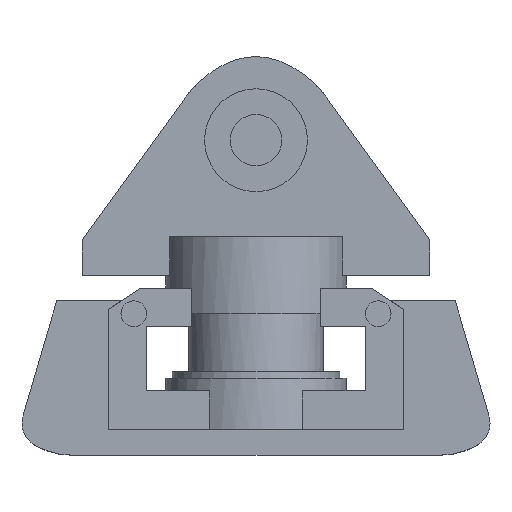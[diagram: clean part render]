
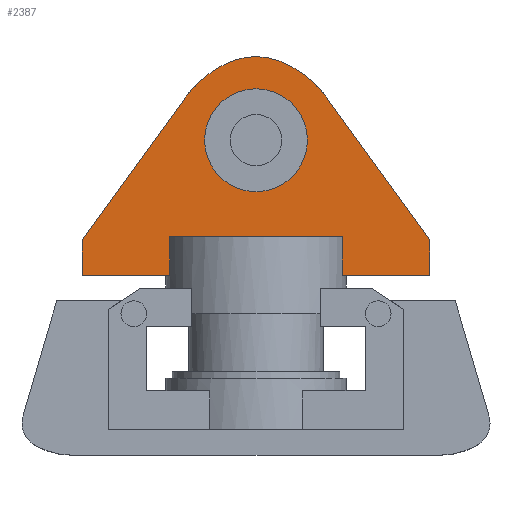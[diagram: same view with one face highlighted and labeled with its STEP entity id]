
A CAD part, top view. The second image highlights one B-rep face of the part: STEP entity #2387.
In plain terms, the highlighted planar face has unit normal (0, 0, 1).
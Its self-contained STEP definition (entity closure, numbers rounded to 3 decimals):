
#4 = LINE ( 'NONE', #821, #2344 ) ;
#8 = VECTOR ( 'NONE', #723, 1000. ) ;
#25 = EDGE_CURVE ( 'NONE', #2423, #2291, #4, .T. ) ;
#35 = LINE ( 'NONE', #1574, #1529 ) ;
#73 = DIRECTION ( 'NONE',  ( 0., 1., 0. ) ) ;
#92 = EDGE_CURVE ( 'NONE', #881, #623, #1485, .T. ) ;
#103 = LINE ( 'NONE', #479, #1503 ) ;
#133 = DIRECTION ( 'NONE',  ( 1., 0., 0. ) ) ;
#187 = VERTEX_POINT ( 'NONE', #1876 ) ;
#224 = LINE ( 'NONE', #1201, #429 ) ;
#233 = DIRECTION ( 'NONE',  ( 1., 0., 0. ) ) ;
#267 = DIRECTION ( 'NONE',  ( -0.586, -0.81, 0. ) ) ;
#284 = EDGE_CURVE ( 'NONE', #2483, #187, #308, .T. ) ;
#308 = CIRCLE ( 'NONE', #694, 4. ) ;
#315 = DIRECTION ( 'NONE',  ( 1., 0., 0. ) ) ;
#334 = CIRCLE ( 'NONE', #1888, 4. ) ;
#345 = CIRCLE ( 'NONE', #903, 8. ) ;
#362 = ORIENTED_EDGE ( 'NONE', *, *, #284, .F. ) ;
#378 = CIRCLE ( 'NONE', #2148, 8. ) ;
#388 = DIRECTION ( 'NONE',  ( 1., 0., 0. ) ) ;
#399 = DIRECTION ( 'NONE',  ( -1., 0., 0. ) ) ;
#400 = CARTESIAN_POINT ( 'NONE',  ( 17.483, 23.168, 4. ) ) ;
#418 = DIRECTION ( 'NONE',  ( 0., 0., 1. ) ) ;
#421 = DIRECTION ( 'NONE',  ( -0.586, 0.81, 0. ) ) ;
#429 = VECTOR ( 'NONE', #1577, 1000. ) ;
#442 = PLANE ( 'NONE',  #978 ) ;
#446 = VECTOR ( 'NONE', #267, 1000. ) ;
#471 = VERTEX_POINT ( 'NONE', #2316 ) ;
#479 = CARTESIAN_POINT ( 'NONE',  ( 32., 16.75, 4. ) ) ;
#498 = CARTESIAN_POINT ( 'NONE',  ( 5., 16.75, 4. ) ) ;
#503 = ORIENTED_EDGE ( 'NONE', *, *, #517, .F. ) ;
#517 = EDGE_CURVE ( 'NONE', #2132, #2313, #35, .T. ) ;
#521 = LINE ( 'NONE', #540, #8 ) ;
#540 = CARTESIAN_POINT ( 'NONE',  ( 5., 14., 4. ) ) ;
#546 = CARTESIAN_POINT ( 'NONE',  ( 14.584, 29.467, 4. ) ) ;
#604 = LINE ( 'NONE', #1675, #2144 ) ;
#623 = VERTEX_POINT ( 'NONE', #1996 ) ;
#634 = CARTESIAN_POINT ( 'NONE',  ( 0., 0., 4. ) ) ;
#652 = EDGE_CURVE ( 'NONE', #1155, #2313, #1642, .T. ) ;
#653 = CARTESIAN_POINT ( 'NONE',  ( 22.416, 29.467, 4. ) ) ;
#666 = DIRECTION ( 'NONE',  ( 0., 1., 0. ) ) ;
#676 = CARTESIAN_POINT ( 'NONE',  ( 5., 14., 4. ) ) ;
#694 = AXIS2_PLACEMENT_3D ( 'NONE', #1527, #1347, #388 ) ;
#708 = DIRECTION ( 'NONE',  ( 1., 0., 0. ) ) ;
#716 = DIRECTION ( 'NONE',  ( 0., 0., 1. ) ) ;
#723 = DIRECTION ( 'NONE',  ( 0., -1., 0. ) ) ;
#735 = CARTESIAN_POINT ( 'NONE',  ( 19.517, 23.168, 4. ) ) ;
#773 = EDGE_CURVE ( 'NONE', #1419, #1155, #1704, .T. ) ;
#788 = EDGE_CURVE ( 'NONE', #1513, #954, #604, .T. ) ;
#821 = CARTESIAN_POINT ( 'NONE',  ( 23.5, 28.5, 4. ) ) ;
#881 = VERTEX_POINT ( 'NONE', #922 ) ;
#883 = CARTESIAN_POINT ( 'NONE',  ( 32., 16.75, 4. ) ) ;
#903 = AXIS2_PLACEMENT_3D ( 'NONE', #400, #418, #233 ) ;
#922 = CARTESIAN_POINT ( 'NONE',  ( 13.035, 27.857, 4. ) ) ;
#954 = VERTEX_POINT ( 'NONE', #2435 ) ;
#967 = B_SPLINE_CURVE_WITH_KNOTS ( 'NONE', 2,
 ( #653, #1047, #1215 ),
 .UNSPECIFIED., .F., .F.,
 ( 3, 3 ),
 ( 0.108, 0.892 ),
 .UNSPECIFIED. ) ;
#978 = AXIS2_PLACEMENT_3D ( 'NONE', #634, #1035, #1236 ) ;
#1035 = DIRECTION ( 'NONE',  ( 0., 0., 1. ) ) ;
#1039 = FACE_BOUND ( 'NONE', #1597, .T. ) ;
#1046 = EDGE_CURVE ( 'NONE', #187, #2483, #334, .T. ) ;
#1047 = CARTESIAN_POINT ( 'NONE',  ( 18.5, 32.533, 4. ) ) ;
#1100 = CARTESIAN_POINT ( 'NONE',  ( 18.5, 24.5, 4. ) ) ;
#1120 = ORIENTED_EDGE ( 'NONE', *, *, #2330, .T. ) ;
#1123 = ORIENTED_EDGE ( 'NONE', *, *, #652, .T. ) ;
#1155 = VERTEX_POINT ( 'NONE', #2267 ) ;
#1178 = VERTEX_POINT ( 'NONE', #546 ) ;
#1201 = CARTESIAN_POINT ( 'NONE',  ( 25.208, 17., 4. ) ) ;
#1215 = CARTESIAN_POINT ( 'NONE',  ( 14.584, 29.467, 4. ) ) ;
#1223 = VECTOR ( 'NONE', #73, 1000. ) ;
#1229 = CARTESIAN_POINT ( 'NONE',  ( 11.792, 17., 4. ) ) ;
#1236 = DIRECTION ( 'NONE',  ( 1., 0., 0. ) ) ;
#1297 = DIRECTION ( 'NONE',  ( 0., 0., 1. ) ) ;
#1306 = EDGE_CURVE ( 'NONE', #623, #1419, #521, .T. ) ;
#1334 = ORIENTED_EDGE ( 'NONE', *, *, #2232, .T. ) ;
#1347 = DIRECTION ( 'NONE',  ( 0., 0., 1. ) ) ;
#1353 = CARTESIAN_POINT ( 'NONE',  ( 5., 14., 4. ) ) ;
#1387 = ORIENTED_EDGE ( 'NONE', *, *, #1752, .T. ) ;
#1412 = CARTESIAN_POINT ( 'NONE',  ( 25.208, 14., 4. ) ) ;
#1419 = VERTEX_POINT ( 'NONE', #1353 ) ;
#1485 = LINE ( 'NONE', #498, #446 ) ;
#1503 = VECTOR ( 'NONE', #666, 1000. ) ;
#1513 = VERTEX_POINT ( 'NONE', #1412 ) ;
#1527 = CARTESIAN_POINT ( 'NONE',  ( 18.5, 24.5, 4. ) ) ;
#1529 = VECTOR ( 'NONE', #399, 1000. ) ;
#1574 = CARTESIAN_POINT ( 'NONE',  ( 0., 17., 4. ) ) ;
#1577 = DIRECTION ( 'NONE',  ( 0., -1., 0. ) ) ;
#1597 = EDGE_LOOP ( 'NONE', ( #362, #2128 ) ) ;
#1622 = CARTESIAN_POINT ( 'NONE',  ( 23.965, 27.857, 4. ) ) ;
#1642 = LINE ( 'NONE', #1229, #1223 ) ;
#1675 = CARTESIAN_POINT ( 'NONE',  ( 25., 14., 4. ) ) ;
#1704 = LINE ( 'NONE', #676, #1791 ) ;
#1720 = ORIENTED_EDGE ( 'NONE', *, *, #773, .T. ) ;
#1752 = EDGE_CURVE ( 'NONE', #471, #1178, #967, .T. ) ;
#1776 = ORIENTED_EDGE ( 'NONE', *, *, #788, .T. ) ;
#1791 = VECTOR ( 'NONE', #315, 1000. ) ;
#1871 = DIRECTION ( 'NONE',  ( 1., 0., 0. ) ) ;
#1876 = CARTESIAN_POINT ( 'NONE',  ( 14.5, 24.5, 4. ) ) ;
#1888 = AXIS2_PLACEMENT_3D ( 'NONE', #1100, #1297, #133 ) ;
#1920 = FACE_OUTER_BOUND ( 'NONE', #2314, .T. ) ;
#1933 = CARTESIAN_POINT ( 'NONE',  ( 25.208, 17., 4. ) ) ;
#1934 = ORIENTED_EDGE ( 'NONE', *, *, #92, .T. ) ;
#1963 = ORIENTED_EDGE ( 'NONE', *, *, #1974, .T. ) ;
#1974 = EDGE_CURVE ( 'NONE', #1178, #881, #378, .T. ) ;
#1996 = CARTESIAN_POINT ( 'NONE',  ( 5., 16.75, 4. ) ) ;
#2094 = ORIENTED_EDGE ( 'NONE', *, *, #1306, .T. ) ;
#2128 = ORIENTED_EDGE ( 'NONE', *, *, #1046, .F. ) ;
#2132 = VERTEX_POINT ( 'NONE', #1933 ) ;
#2139 = ORIENTED_EDGE ( 'NONE', *, *, #25, .T. ) ;
#2144 = VECTOR ( 'NONE', #1871, 1000. ) ;
#2148 = AXIS2_PLACEMENT_3D ( 'NONE', #735, #716, #708 ) ;
#2184 = EDGE_CURVE ( 'NONE', #2132, #1513, #224, .T. ) ;
#2232 = EDGE_CURVE ( 'NONE', #2291, #471, #345, .T. ) ;
#2267 = CARTESIAN_POINT ( 'NONE',  ( 11.792, 14., 4. ) ) ;
#2291 = VERTEX_POINT ( 'NONE', #1622 ) ;
#2313 = VERTEX_POINT ( 'NONE', #2388 ) ;
#2314 = EDGE_LOOP ( 'NONE', ( #2139, #1334, #1387, #1963, #1934, #2094, #1720, #1123, #503, #2452, #1776, #1120 ) ) ;
#2316 = CARTESIAN_POINT ( 'NONE',  ( 22.416, 29.467, 4. ) ) ;
#2330 = EDGE_CURVE ( 'NONE', #954, #2423, #103, .T. ) ;
#2344 = VECTOR ( 'NONE', #421, 1000. ) ;
#2387 = ADVANCED_FACE ( 'NONE', ( #1039, #1920 ), #442, .T. ) ;
#2388 = CARTESIAN_POINT ( 'NONE',  ( 11.792, 17., 4. ) ) ;
#2422 = CARTESIAN_POINT ( 'NONE',  ( 22.5, 24.5, 4. ) ) ;
#2423 = VERTEX_POINT ( 'NONE', #883 ) ;
#2435 = CARTESIAN_POINT ( 'NONE',  ( 32., 14., 4. ) ) ;
#2452 = ORIENTED_EDGE ( 'NONE', *, *, #2184, .T. ) ;
#2483 = VERTEX_POINT ( 'NONE', #2422 ) ;
